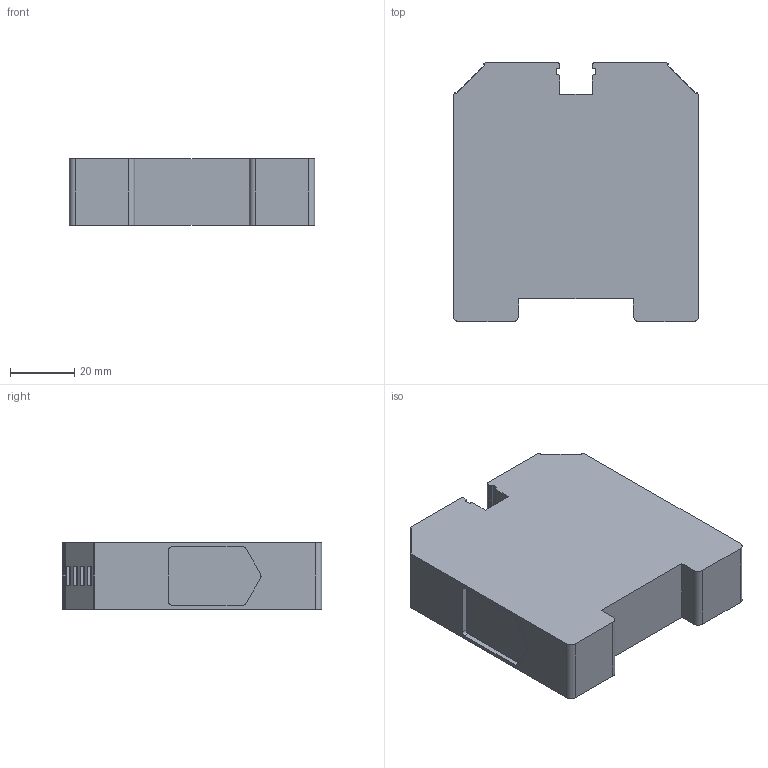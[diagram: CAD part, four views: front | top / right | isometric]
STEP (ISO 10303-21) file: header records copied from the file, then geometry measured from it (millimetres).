
FILE_DESCRIPTION((''),'2;1');
FILE_NAME('SSL700_ISO_STEP','2014-09-04T',('Martin Stollburges'),(''),'PRO/ENGINEER BY PARAMETRIC TECHNOLOGY CORPORATION, 2013130','PRO/ENGINEER BY PARAMETRIC TECHNOLOGY CORPORATION, 2013130','');
FILE_SCHEMA(('CONFIG_CONTROL_DESIGN'));
Length unit declared in the file: millimetre
Products named in the file (1): SSL700_ISO_STEP
Bounding box: 76.3 x 80.65 x 20.5 mm (x, y, z)
Volume: 114767.9 mm3; surface area: 18633.7 mm2
Topology: 1 solids, 1 shells, 118 faces, 312 edges, 208 vertices
Faces by surface type: plane 86, cylinder 32
Entity records: 3678 total; most frequent: CARTESIAN_POINT 638, ORIENTED_EDGE 624, DIRECTION 612, EDGE_CURVE 312, VECTOR 248, LINE 248, VERTEX_POINT 208, AXIS2_PLACEMENT_3D 182
